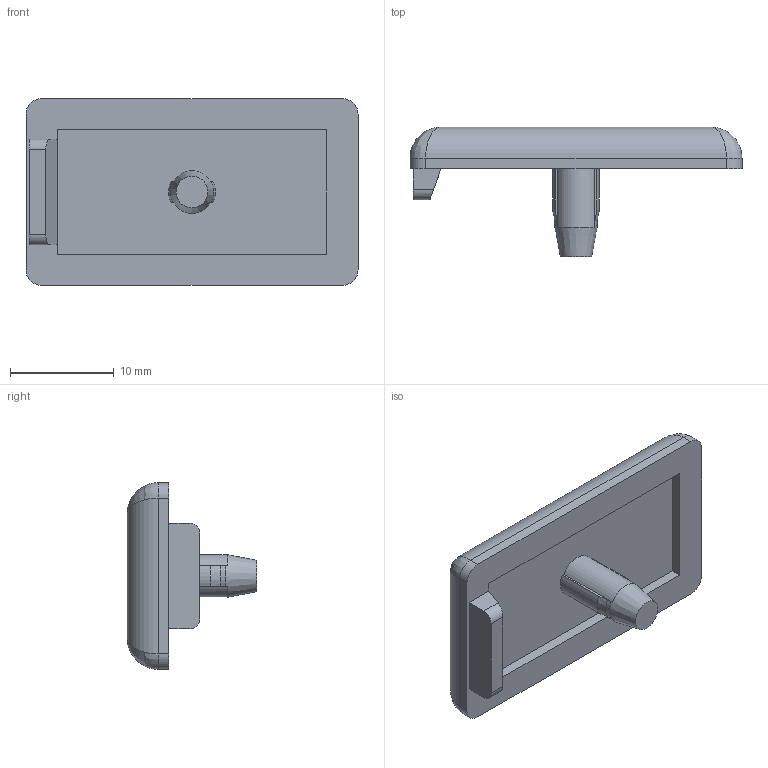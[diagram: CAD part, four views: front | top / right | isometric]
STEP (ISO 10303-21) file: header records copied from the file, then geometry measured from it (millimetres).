
FILE_DESCRIPTION(/* description */ ('STEP AP214'),/* implementation_level */ '2;1');
FILE_NAME(/* name */ '1008323.stp',/* time_stamp */ '2024-05-21T13:49:21+02:00',/* author */ ('b.steehouwer'),/* organization */ ('CADENAS'),/* preprocessor_version */ 'ST-DEVELOPER v18.1',/* originating_system */ 'Autodesk Inventor 2021',/* authorisation */ ' ');
FILE_SCHEMA (('AUTOMOTIVE_DESIGN { 1 0 10303 214 3 1 1 }','MODEL_BASED_INTEGRATED_MANUFACTURING_SCHEMA'));
Length unit declared in the file: millimetre
Products named in the file (1): 1008323
Bounding box: 32 x 12.5 x 18 mm (x, y, z)
Volume: 1989.9 mm3; surface area: 1662.4 mm2
Topology: 1 solids, 1 shells, 44 faces, 110 edges, 66 vertices
Faces by surface type: plane 21, cylinder 16, bspline 4, cone 3
Entity records: 1394 total; most frequent: CARTESIAN_POINT 321, DIRECTION 214, ORIENTED_EDGE 212, EDGE_CURVE 106, AXIS2_PLACEMENT_3D 75, VERTEX_POINT 66, LINE 64, VECTOR 64
